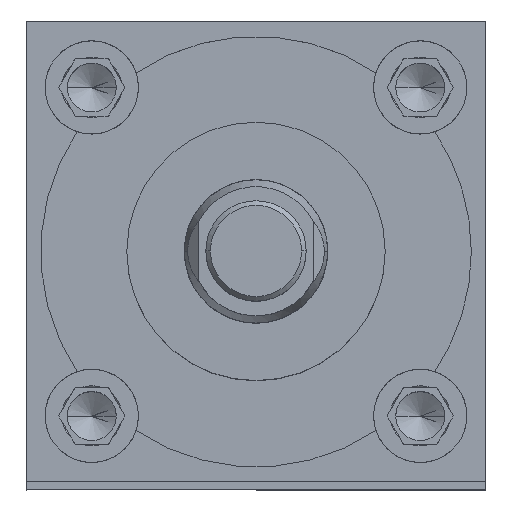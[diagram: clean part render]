
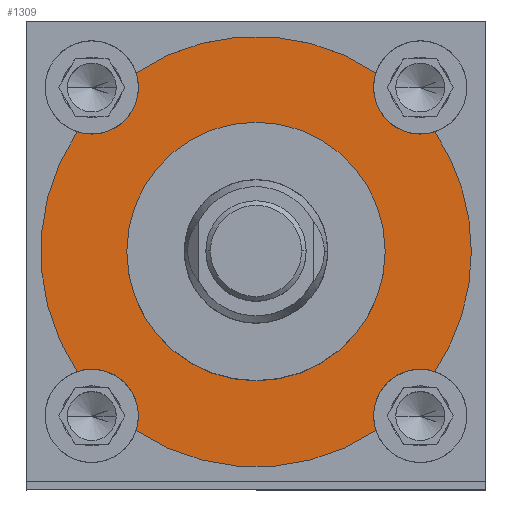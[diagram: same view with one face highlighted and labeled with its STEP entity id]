
A CAD part, top view. The second image highlights one B-rep face of the part: STEP entity #1309.
In plain terms, the highlighted planar face has unit normal (0, 0, 1).
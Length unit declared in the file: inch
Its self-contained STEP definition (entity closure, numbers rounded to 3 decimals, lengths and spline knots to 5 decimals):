
#29 = CARTESIAN_POINT ( 'NONE',  ( 0.512, -0.715, 21.62 ) ) ;
#191 = AXIS2_PLACEMENT_3D ( 'NONE', #4956, #2733, #1003 ) ;
#287 = VERTEX_POINT ( 'NONE', #5025 ) ;
#364 = DIRECTION ( 'NONE',  ( 1., 0., 0. ) ) ;
#444 = ORIENTED_EDGE ( 'NONE', *, *, #2267, .T. ) ;
#486 = PLANE ( 'NONE',  #2059 ) ;
#515 = CIRCLE ( 'NONE', #2865, 0.9375 ) ;
#537 = AXIS2_PLACEMENT_3D ( 'NONE', #4179, #5204, #5867 ) ;
#542 = CIRCLE ( 'NONE', #2669, 0.9375 ) ;
#583 = CARTESIAN_POINT ( 'NONE',  ( 0.512, 0.715, 21.62 ) ) ;
#760 = DIRECTION ( 'NONE',  ( 1., 0., 0. ) ) ;
#1003 = DIRECTION ( 'NONE',  ( 1., 0., 0. ) ) ;
#1014 = EDGE_CURVE ( 'NONE', #1415, #1394, #3140, .T. ) ;
#1068 = DIRECTION ( 'NONE',  ( 1., 0., 0. ) ) ;
#1090 = ORIENTED_EDGE ( 'NONE', *, *, #1014, .F. ) ;
#1117 = EDGE_CURVE ( 'NONE', #3482, #1733, #1365, .T. ) ;
#1123 = AXIS2_PLACEMENT_3D ( 'NONE', #3626, #5835, #760 ) ;
#1232 = CARTESIAN_POINT ( 'NONE',  ( -0.77859, -0.52222, 21.62 ) ) ;
#1244 = VERTEX_POINT ( 'NONE', #2065 ) ;
#1280 = CARTESIAN_POINT ( 'NONE',  ( 0., 0., 21.62 ) ) ;
#1309 = ADVANCED_FACE ( 'NONE', ( #6721, #3190 ), #486, .T. ) ;
#1314 = VERTEX_POINT ( 'NONE', #2178 ) ;
#1322 = ORIENTED_EDGE ( 'NONE', *, *, #6348, .T. ) ;
#1360 = AXIS2_PLACEMENT_3D ( 'NONE', #7197, #7275, #364 ) ;
#1365 = CIRCLE ( 'NONE', #2189, 0.5625 ) ;
#1394 = VERTEX_POINT ( 'NONE', #1729 ) ;
#1415 = VERTEX_POINT ( 'NONE', #29 ) ;
#1452 = CARTESIAN_POINT ( 'NONE',  ( -0.715, 0.715, 21.62 ) ) ;
#1553 = CARTESIAN_POINT ( 'NONE',  ( 0.77859, -0.52222, 21.62 ) ) ;
#1613 = ORIENTED_EDGE ( 'NONE', *, *, #5451, .F. ) ;
#1664 = CARTESIAN_POINT ( 'NONE',  ( 0., 0., 21.62 ) ) ;
#1707 = CIRCLE ( 'NONE', #537, 0.9375 ) ;
#1726 = EDGE_CURVE ( 'NONE', #6637, #4204, #3730, .T. ) ;
#1729 = CARTESIAN_POINT ( 'NONE',  ( 0.52222, -0.77859, 21.62 ) ) ;
#1733 = VERTEX_POINT ( 'NONE', #6635 ) ;
#1779 = DIRECTION ( 'NONE',  ( 1., 0., 0. ) ) ;
#2059 = AXIS2_PLACEMENT_3D ( 'NONE', #6138, #2766, #1068 ) ;
#2065 = CARTESIAN_POINT ( 'NONE',  ( 0.52222, 0.77859, 21.62 ) ) ;
#2178 = CARTESIAN_POINT ( 'NONE',  ( -0.512, 0.715, 21.62 ) ) ;
#2188 = AXIS2_PLACEMENT_3D ( 'NONE', #1452, #5526, #5969 ) ;
#2189 = AXIS2_PLACEMENT_3D ( 'NONE', #5315, #4870, #5415 ) ;
#2194 = AXIS2_PLACEMENT_3D ( 'NONE', #6247, #3430, #5687 ) ;
#2232 = VERTEX_POINT ( 'NONE', #4362 ) ;
#2267 = EDGE_CURVE ( 'NONE', #5341, #287, #515, .T. ) ;
#2293 = ORIENTED_EDGE ( 'NONE', *, *, #1117, .F. ) ;
#2302 = AXIS2_PLACEMENT_3D ( 'NONE', #1280, #6982, #2981 ) ;
#2411 = DIRECTION ( 'NONE',  ( 1., 0., 0. ) ) ;
#2455 = ORIENTED_EDGE ( 'NONE', *, *, #3702, .F. ) ;
#2458 = EDGE_CURVE ( 'NONE', #1244, #6167, #542, .T. ) ;
#2481 = EDGE_LOOP ( 'NONE', ( #2293, #4417 ) ) ;
#2554 = ORIENTED_EDGE ( 'NONE', *, *, #2676, .F. ) ;
#2560 = ORIENTED_EDGE ( 'NONE', *, *, #4645, .T. ) ;
#2669 = AXIS2_PLACEMENT_3D ( 'NONE', #5778, #5195, #5813 ) ;
#2676 = EDGE_CURVE ( 'NONE', #2232, #1314, #4335, .T. ) ;
#2733 = DIRECTION ( 'NONE',  ( 0., 0., 1. ) ) ;
#2766 = DIRECTION ( 'NONE',  ( 0., 0., 1. ) ) ;
#2865 = AXIS2_PLACEMENT_3D ( 'NONE', #5562, #3996, #1779 ) ;
#2882 = DIRECTION ( 'NONE',  ( 0., 0., 1. ) ) ;
#2949 = CARTESIAN_POINT ( 'NONE',  ( -0.512, -0.715, 21.62 ) ) ;
#2974 = CARTESIAN_POINT ( 'NONE',  ( 0.77859, 0.52222, 21.62 ) ) ;
#2981 = DIRECTION ( 'NONE',  ( 1., 0., 0. ) ) ;
#2987 = AXIS2_PLACEMENT_3D ( 'NONE', #3490, #5748, #2411 ) ;
#3103 = DIRECTION ( 'NONE',  ( 0., 0., 1. ) ) ;
#3140 = CIRCLE ( 'NONE', #4929, 0.203 ) ;
#3143 = DIRECTION ( 'NONE',  ( 1., 0., 0. ) ) ;
#3190 = FACE_BOUND ( 'NONE', #2481, .T. ) ;
#3261 = CIRCLE ( 'NONE', #191, 0.203 ) ;
#3430 = DIRECTION ( 'NONE',  ( 0., 0., 1. ) ) ;
#3461 = VERTEX_POINT ( 'NONE', #2974 ) ;
#3482 = VERTEX_POINT ( 'NONE', #7009 ) ;
#3490 = CARTESIAN_POINT ( 'NONE',  ( -0.715, -0.715, 21.62 ) ) ;
#3574 = ORIENTED_EDGE ( 'NONE', *, *, #3670, .F. ) ;
#3626 = CARTESIAN_POINT ( 'NONE',  ( 0., 0., 21.62 ) ) ;
#3670 = EDGE_CURVE ( 'NONE', #4484, #3461, #3261, .T. ) ;
#3702 = EDGE_CURVE ( 'NONE', #1314, #6167, #5972, .T. ) ;
#3730 = CIRCLE ( 'NONE', #1360, 0.203 ) ;
#3733 = CIRCLE ( 'NONE', #2302, 0.9375 ) ;
#3747 = ORIENTED_EDGE ( 'NONE', *, *, #1726, .F. ) ;
#3841 = VERTEX_POINT ( 'NONE', #1232 ) ;
#3883 = EDGE_CURVE ( 'NONE', #287, #3461, #1707, .T. ) ;
#3986 = AXIS2_PLACEMENT_3D ( 'NONE', #5915, #3103, #3143 ) ;
#3996 = DIRECTION ( 'NONE',  ( 0., 0., 1. ) ) ;
#4022 = DIRECTION ( 'NONE',  ( 1., 0., 0. ) ) ;
#4179 = CARTESIAN_POINT ( 'NONE',  ( 0., 0., 21.62 ) ) ;
#4204 = VERTEX_POINT ( 'NONE', #2949 ) ;
#4279 = EDGE_CURVE ( 'NONE', #1244, #4484, #4459, .T. ) ;
#4335 = CIRCLE ( 'NONE', #3986, 0.203 ) ;
#4362 = CARTESIAN_POINT ( 'NONE',  ( -0.77859, 0.52222, 21.62 ) ) ;
#4417 = ORIENTED_EDGE ( 'NONE', *, *, #6597, .F. ) ;
#4459 = CIRCLE ( 'NONE', #2194, 0.203 ) ;
#4484 = VERTEX_POINT ( 'NONE', #583 ) ;
#4492 = ORIENTED_EDGE ( 'NONE', *, *, #3883, .T. ) ;
#4606 = DIRECTION ( 'NONE',  ( 1., 0., 0. ) ) ;
#4645 = EDGE_CURVE ( 'NONE', #6637, #1394, #3733, .T. ) ;
#4870 = DIRECTION ( 'NONE',  ( 0., 0., 1. ) ) ;
#4922 = ORIENTED_EDGE ( 'NONE', *, *, #7208, .F. ) ;
#4929 = AXIS2_PLACEMENT_3D ( 'NONE', #6764, #6228, #4022 ) ;
#4956 = CARTESIAN_POINT ( 'NONE',  ( 0.715, 0.715, 21.62 ) ) ;
#4983 = DIRECTION ( 'NONE',  ( 1., 0., 0. ) ) ;
#5021 = DIRECTION ( 'NONE',  ( 0., 0., 1. ) ) ;
#5025 = CARTESIAN_POINT ( 'NONE',  ( 0.9375, 0., 21.62 ) ) ;
#5163 = AXIS2_PLACEMENT_3D ( 'NONE', #1664, #5021, #4983 ) ;
#5195 = DIRECTION ( 'NONE',  ( 0., 0., 1. ) ) ;
#5204 = DIRECTION ( 'NONE',  ( 0., 0., 1. ) ) ;
#5315 = CARTESIAN_POINT ( 'NONE',  ( 0., 0., 21.62 ) ) ;
#5341 = VERTEX_POINT ( 'NONE', #1553 ) ;
#5415 = DIRECTION ( 'NONE',  ( 1., 0., 0. ) ) ;
#5451 = EDGE_CURVE ( 'NONE', #4204, #3841, #6301, .T. ) ;
#5495 = CIRCLE ( 'NONE', #1123, 0.9375 ) ;
#5526 = DIRECTION ( 'NONE',  ( 0., 0., 1. ) ) ;
#5562 = CARTESIAN_POINT ( 'NONE',  ( 0., 0., 21.62 ) ) ;
#5687 = DIRECTION ( 'NONE',  ( 1., 0., 0. ) ) ;
#5748 = DIRECTION ( 'NONE',  ( 0., 0., 1. ) ) ;
#5778 = CARTESIAN_POINT ( 'NONE',  ( 0., 0., 21.62 ) ) ;
#5813 = DIRECTION ( 'NONE',  ( 1., 0., 0. ) ) ;
#5835 = DIRECTION ( 'NONE',  ( 0., 0., 1. ) ) ;
#5867 = DIRECTION ( 'NONE',  ( 1., 0., 0. ) ) ;
#5915 = CARTESIAN_POINT ( 'NONE',  ( -0.715, 0.715, 21.62 ) ) ;
#5969 = DIRECTION ( 'NONE',  ( 1., 0., 0. ) ) ;
#5972 = CIRCLE ( 'NONE', #2188, 0.203 ) ;
#6054 = ORIENTED_EDGE ( 'NONE', *, *, #4279, .F. ) ;
#6138 = CARTESIAN_POINT ( 'NONE',  ( 0., 0., 21.62 ) ) ;
#6167 = VERTEX_POINT ( 'NONE', #6737 ) ;
#6228 = DIRECTION ( 'NONE',  ( 0., 0., 1. ) ) ;
#6247 = CARTESIAN_POINT ( 'NONE',  ( 0.715, 0.715, 21.62 ) ) ;
#6301 = CIRCLE ( 'NONE', #2987, 0.203 ) ;
#6348 = EDGE_CURVE ( 'NONE', #2232, #3841, #5495, .T. ) ;
#6403 = CARTESIAN_POINT ( 'NONE',  ( 0.715, -0.715, 21.62 ) ) ;
#6579 = ORIENTED_EDGE ( 'NONE', *, *, #2458, .T. ) ;
#6597 = EDGE_CURVE ( 'NONE', #1733, #3482, #7153, .T. ) ;
#6635 = CARTESIAN_POINT ( 'NONE',  ( 0.5625, 0., 21.62 ) ) ;
#6637 = VERTEX_POINT ( 'NONE', #7295 ) ;
#6721 = FACE_OUTER_BOUND ( 'NONE', #6821, .T. ) ;
#6737 = CARTESIAN_POINT ( 'NONE',  ( -0.52222, 0.77859, 21.62 ) ) ;
#6764 = CARTESIAN_POINT ( 'NONE',  ( 0.715, -0.715, 21.62 ) ) ;
#6775 = CIRCLE ( 'NONE', #7253, 0.203 ) ;
#6821 = EDGE_LOOP ( 'NONE', ( #4922, #444, #4492, #3574, #6054, #6579, #2455, #2554, #1322, #1613, #3747, #2560, #1090 ) ) ;
#6982 = DIRECTION ( 'NONE',  ( 0., 0., 1. ) ) ;
#7009 = CARTESIAN_POINT ( 'NONE',  ( -0.5625, 0., 21.62 ) ) ;
#7153 = CIRCLE ( 'NONE', #5163, 0.5625 ) ;
#7197 = CARTESIAN_POINT ( 'NONE',  ( -0.715, -0.715, 21.62 ) ) ;
#7208 = EDGE_CURVE ( 'NONE', #5341, #1415, #6775, .T. ) ;
#7253 = AXIS2_PLACEMENT_3D ( 'NONE', #6403, #2882, #4606 ) ;
#7275 = DIRECTION ( 'NONE',  ( 0., 0., 1. ) ) ;
#7295 = CARTESIAN_POINT ( 'NONE',  ( -0.52222, -0.77859, 21.62 ) ) ;
